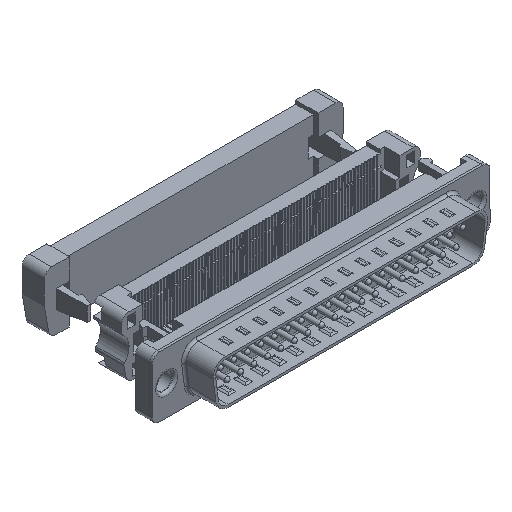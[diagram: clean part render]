
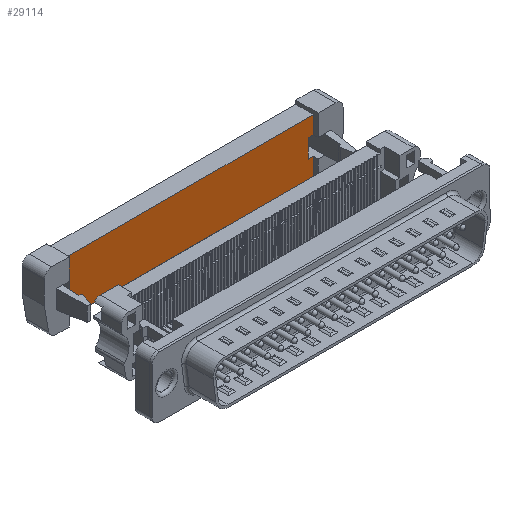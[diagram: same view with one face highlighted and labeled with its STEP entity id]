
A CAD part, isometric view. The second image highlights one B-rep face of the part: STEP entity #29114.
In plain terms, the highlighted planar face has unit normal (0, -1, 0).
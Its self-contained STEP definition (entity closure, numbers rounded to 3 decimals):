
#3713=LINE('',#47859,#7033);
#3717=LINE('',#47866,#7037);
#3721=LINE('',#47874,#7041);
#3725=LINE('',#47881,#7045);
#3729=LINE('',#47889,#7049);
#3745=LINE('',#47929,#7065);
#3747=LINE('',#47932,#7067);
#3750=LINE('',#47937,#7070);
#3753=LINE('',#47942,#7073);
#3760=LINE('',#47956,#7080);
#3762=LINE('',#47960,#7082);
#3765=LINE('',#47965,#7085);
#7033=VECTOR('',#39459,1000.);
#7037=VECTOR('',#39463,1000.);
#7041=VECTOR('',#39469,1000.);
#7045=VECTOR('',#39473,1000.);
#7049=VECTOR('',#39479,1000.);
#7065=VECTOR('',#39507,1000.);
#7067=VECTOR('',#39511,1000.);
#7070=VECTOR('',#39516,1000.);
#7073=VECTOR('',#39521,1000.);
#7080=VECTOR('',#39542,1000.);
#7082=VECTOR('',#39546,1000.);
#7085=VECTOR('',#39551,1000.);
#8036=PLANE('',#31649);
#16279=ORIENTED_EDGE('',*,*,#20400,.T.);
#16280=ORIENTED_EDGE('',*,*,#20440,.F.);
#16281=ORIENTED_EDGE('',*,*,#20437,.F.);
#16282=ORIENTED_EDGE('',*,*,#20434,.F.);
#16283=ORIENTED_EDGE('',*,*,#20396,.T.);
#16284=ORIENTED_EDGE('',*,*,#20412,.T.);
#16285=ORIENTED_EDGE('',*,*,#20408,.T.);
#16286=ORIENTED_EDGE('',*,*,#20452,.F.);
#16287=ORIENTED_EDGE('',*,*,#20449,.F.);
#16288=ORIENTED_EDGE('',*,*,#20447,.F.);
#16289=ORIENTED_EDGE('',*,*,#20404,.T.);
#16290=ORIENTED_EDGE('',*,*,#20432,.F.);
#20396=EDGE_CURVE('',#23201,#23202,#3713,.T.);
#20400=EDGE_CURVE('',#23204,#23203,#3717,.T.);
#20404=EDGE_CURVE('',#23207,#23208,#3721,.T.);
#20408=EDGE_CURVE('',#23210,#23209,#3725,.T.);
#20412=EDGE_CURVE('',#23202,#23210,#3729,.T.);
#20432=EDGE_CURVE('',#23204,#23208,#3745,.T.);
#20434=EDGE_CURVE('',#23201,#23231,#3747,.T.);
#20437=EDGE_CURVE('',#23231,#23232,#3750,.T.);
#20440=EDGE_CURVE('',#23232,#23203,#3753,.T.);
#20447=EDGE_CURVE('',#23207,#23233,#3760,.T.);
#20449=EDGE_CURVE('',#23233,#23234,#3762,.T.);
#20452=EDGE_CURVE('',#23234,#23209,#3765,.T.);
#23201=VERTEX_POINT('',#47860);
#23202=VERTEX_POINT('',#47861);
#23203=VERTEX_POINT('',#47865);
#23204=VERTEX_POINT('',#47867);
#23207=VERTEX_POINT('',#47875);
#23208=VERTEX_POINT('',#47876);
#23209=VERTEX_POINT('',#47880);
#23210=VERTEX_POINT('',#47882);
#23231=VERTEX_POINT('',#47933);
#23232=VERTEX_POINT('',#47938);
#23233=VERTEX_POINT('',#47957);
#23234=VERTEX_POINT('',#47961);
#25511=EDGE_LOOP('',(#16279,#16280,#16281,#16282,#16283,#16284,#16285,#16286,
#16287,#16288,#16289,#16290));
#27199=FACE_BOUND('',#25511,.T.);
#29114=ADVANCED_FACE('',(#27199),#8036,.F.);
#31649=AXIS2_PLACEMENT_3D('',#47978,#39571,#39572);
#39459=DIRECTION('',(1.,0.,0.));
#39463=DIRECTION('',(1.,0.,0.));
#39469=DIRECTION('',(-1.,0.,0.));
#39473=DIRECTION('',(-1.,0.,0.));
#39479=DIRECTION('',(0.,0.,-1.));
#39507=DIRECTION('',(0.,0.,-1.));
#39511=DIRECTION('',(0.,0.,1.));
#39516=DIRECTION('',(1.,0.,0.));
#39521=DIRECTION('',(0.,0.,-1.));
#39542=DIRECTION('',(0.,0.,-1.));
#39546=DIRECTION('',(-1.,0.,0.));
#39551=DIRECTION('',(0.,0.,1.));
#39571=DIRECTION('',(0.,1.,0.));
#39572=DIRECTION('',(0.,0.,1.));
#47859=CARTESIAN_POINT('',(-26.9,-1.3,1.9));
#47860=CARTESIAN_POINT('',(-25.58,-1.3,1.9));
#47861=CARTESIAN_POINT('',(-24.5,-1.3,1.9));
#47865=CARTESIAN_POINT('',(25.58,-1.3,1.9));
#47866=CARTESIAN_POINT('',(-26.9,-1.3,1.9));
#47867=CARTESIAN_POINT('',(24.5,-1.3,1.9));
#47874=CARTESIAN_POINT('',(-24.5,-1.3,-1.9));
#47875=CARTESIAN_POINT('',(25.58,-1.3,-1.9));
#47876=CARTESIAN_POINT('',(24.5,-1.3,-1.9));
#47880=CARTESIAN_POINT('',(-25.58,-1.3,-1.9));
#47881=CARTESIAN_POINT('',(-24.5,-1.3,-1.9));
#47882=CARTESIAN_POINT('',(-24.5,-1.3,-1.9));
#47889=CARTESIAN_POINT('',(-24.5,-1.3,1.9));
#47929=CARTESIAN_POINT('',(24.5,-1.3,1.9));
#47932=CARTESIAN_POINT('',(-25.58,-1.3,-5.5));
#47933=CARTESIAN_POINT('',(-25.58,-1.3,5.5));
#47937=CARTESIAN_POINT('',(-25.58,-1.3,5.5));
#47938=CARTESIAN_POINT('',(25.58,-1.3,5.5));
#47942=CARTESIAN_POINT('',(25.58,-1.3,5.5));
#47956=CARTESIAN_POINT('',(25.58,-1.3,5.5));
#47957=CARTESIAN_POINT('',(25.58,-1.3,-5.5));
#47960=CARTESIAN_POINT('',(25.58,-1.3,-5.5));
#47961=CARTESIAN_POINT('',(-25.58,-1.3,-5.5));
#47965=CARTESIAN_POINT('',(-25.58,-1.3,-5.5));
#47978=CARTESIAN_POINT('',(0.,-1.3,0.));
